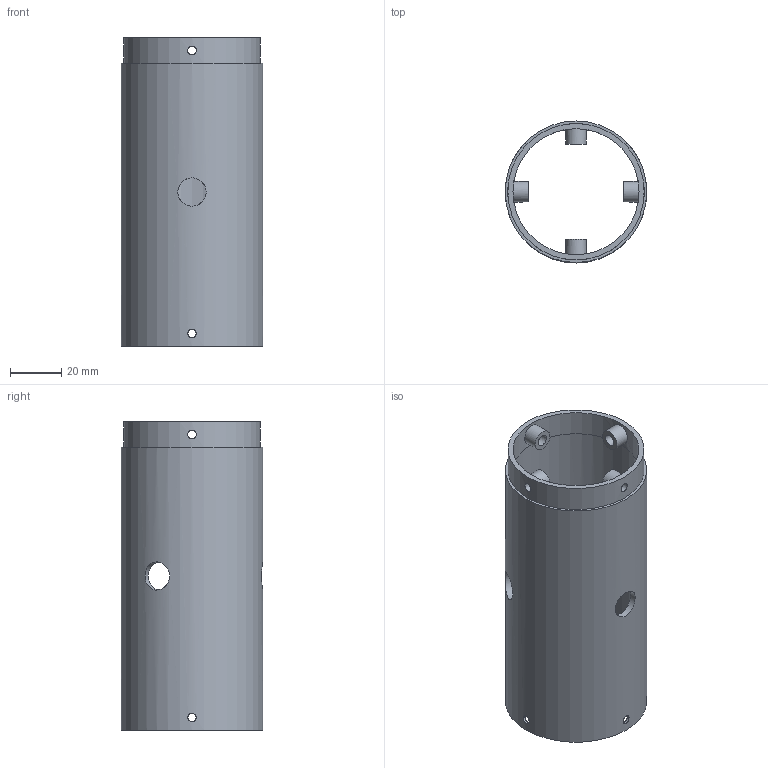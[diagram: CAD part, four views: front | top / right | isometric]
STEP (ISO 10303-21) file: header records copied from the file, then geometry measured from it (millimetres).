
FILE_DESCRIPTION(/* description */ (''),/* implementation_level */ '2;1');
FILE_NAME(/* name */ 'UpperTubeFins Tube.stp',/* time_stamp */ '2024-02-14T19:37:34-08:00',/* author */ ('liu63'),/* organization */ (''),/* preprocessor_version */ 'ST-DEVELOPER v20',/* originating_system */ 'Autodesk Inventor 2024',/* authorisation */ '');
FILE_SCHEMA (('AUTOMOTIVE_DESIGN { 1 0 10303 214 3 1 1 }'));
Length unit declared in the file: millimetre
Products named in the file (1): UpperTubeFins Tube
Bounding box: 55 x 55 x 120 mm (x, y, z)
Volume: 46140.6 mm3; surface area: 41151.8 mm2
Topology: 1 solids, 1 shells, 37 faces, 106 edges, 78 vertices
Faces by surface type: cylinder 24, plane 13
Full cylindrical faces by diameter (mm): 3.3 x4, 3.4 x4, 4.5 x4, 8 x4, 11 x3, 49 x1, 50 x1, 53 x2, 55 x1
Entity records: 2031 total; most frequent: CARTESIAN_POINT 978, ORIENTED_EDGE 212, DIRECTION 156, EDGE_CURVE 106, VERTEX_POINT 78, EDGE_LOOP 68, AXIS2_PLACEMENT_3D 64, B_SPLINE_CURVE_WITH_KNOTS 52
